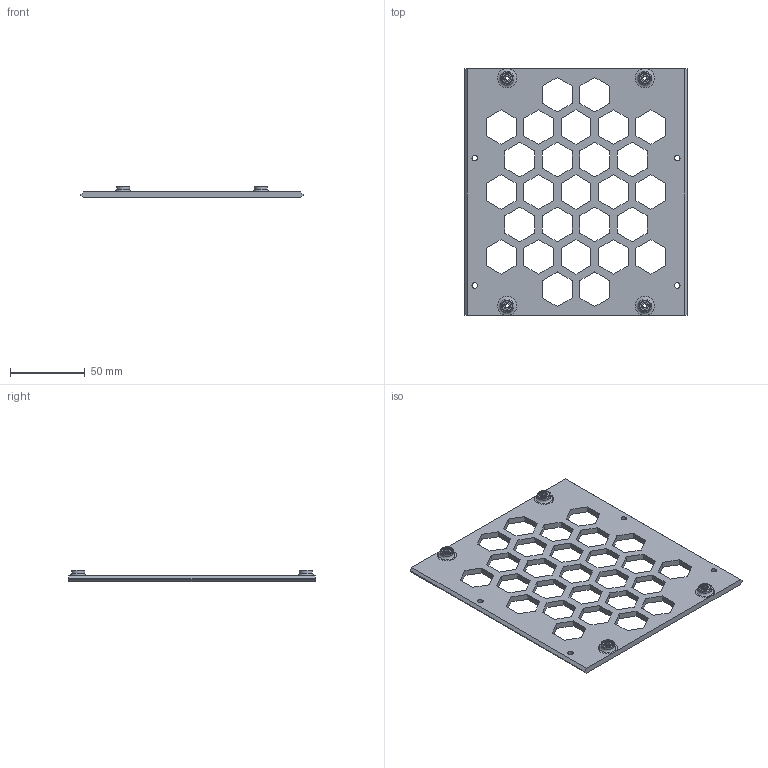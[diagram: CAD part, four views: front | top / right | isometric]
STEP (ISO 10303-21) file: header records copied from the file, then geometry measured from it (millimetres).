
FILE_DESCRIPTION(/* description */ (''),/* implementation_level */ '2;1');
FILE_NAME(/* name */ 'MCU Tray - MKS Skipr.step',/* time_stamp */ '2022-11-27T07:32:47-06:00',/* author */ (''),/* organization */ (''),/* preprocessor_version */ 'ST-DEVELOPER v19.2',/* originating_system */ 'Autodesk Translation Framework v11.17.0.187',/* authorisation */ '');
FILE_SCHEMA (('AUTOMOTIVE_DESIGN { 1 0 10303 214 3 1 1 }'));
Length unit declared in the file: millimetre
Products named in the file (3): MCU Tray - MKS Skipr; Stock; HSI
Assembly tree (2 placements, depth 2):
  MCU Tray - MKS Skipr
    Stock
    HSI
Bounding box: 148.6 x 164.85 x 8 mm (x, y, z)
Volume: 119819.5 mm3; surface area: 80462.7 mm2
Topology: 2 solids, 2 shells, 392 faces, 1128 edges, 748 vertices
Faces by surface type: plane 352, cylinder 24, torus 12, cone 4
Full cylindrical faces by diameter (mm): 2.8 x4, 3.6 x8, 3.661 x4, 6.8 x4, 8.8 x4
Entity records: 13001 total; most frequent: CARTESIAN_POINT 2273, ORIENTED_EDGE 2256, DIRECTION 2002, EDGE_CURVE 1128, LINE 1048, VECTOR 1048, VERTEX_POINT 748, EDGE_LOOP 540
